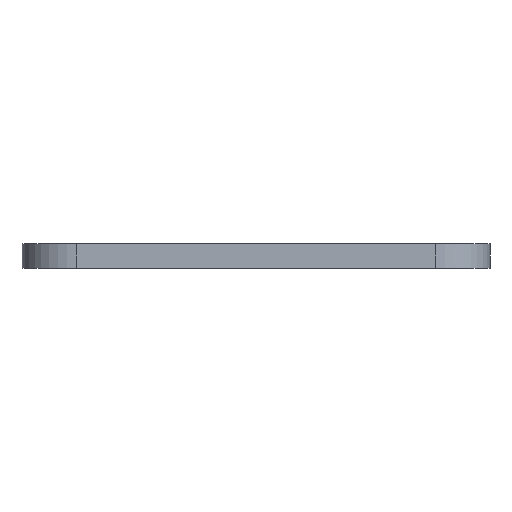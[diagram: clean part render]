
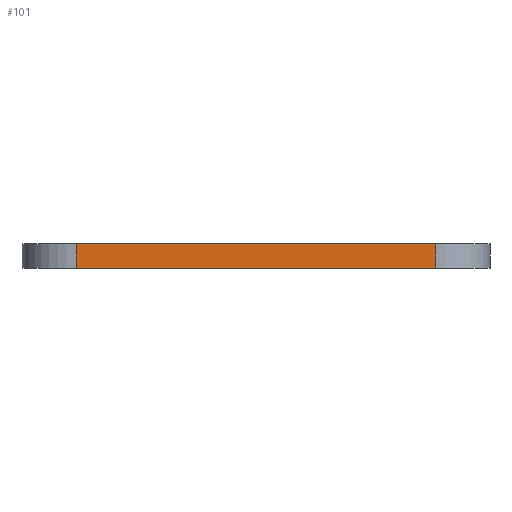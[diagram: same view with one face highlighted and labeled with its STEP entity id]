
A CAD part, left-side view. The second image highlights one B-rep face of the part: STEP entity #101.
In plain terms, the highlighted planar face has unit normal (-1, 0, 0).
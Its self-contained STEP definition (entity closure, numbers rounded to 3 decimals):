
#43 = VERTEX_POINT('',#44);
#44 = CARTESIAN_POINT('',(-63.221,-65.799,1.6
    ));
#51 = EDGE_CURVE('',#52,#43,#54,.T.);
#52 = VERTEX_POINT('',#53);
#53 = CARTESIAN_POINT('',(-63.221,-65.799,0.));
#54 = LINE('',#55,#56);
#55 = CARTESIAN_POINT('',(-63.221,-65.799,0.));
#56 = VECTOR('',#57,1.);
#57 = DIRECTION('',(0.,0.,1.));
#101 = ADVANCED_FACE('',(#102),#127,.T.);
#102 = FACE_BOUND('',#103,.T.);
#103 = EDGE_LOOP('',(#104,#105,#113,#121));
#104 = ORIENTED_EDGE('',*,*,#51,.T.);
#105 = ORIENTED_EDGE('',*,*,#106,.T.);
#106 = EDGE_CURVE('',#43,#107,#109,.T.);
#107 = VERTEX_POINT('',#108);
#108 = CARTESIAN_POINT('',(-63.221,-42.799,
    1.6));
#109 = LINE('',#110,#111);
#110 = CARTESIAN_POINT('',(-63.221,-65.799,
    1.6));
#111 = VECTOR('',#112,1.);
#112 = DIRECTION('',(0.,1.,0.));
#113 = ORIENTED_EDGE('',*,*,#114,.F.);
#114 = EDGE_CURVE('',#115,#107,#117,.T.);
#115 = VERTEX_POINT('',#116);
#116 = CARTESIAN_POINT('',(-63.221,-42.799,0.));
#117 = LINE('',#118,#119);
#118 = CARTESIAN_POINT('',(-63.221,-42.799,0.));
#119 = VECTOR('',#120,1.);
#120 = DIRECTION('',(0.,0.,1.));
#121 = ORIENTED_EDGE('',*,*,#122,.F.);
#122 = EDGE_CURVE('',#52,#115,#123,.T.);
#123 = LINE('',#124,#125);
#124 = CARTESIAN_POINT('',(-63.221,-65.799,0.));
#125 = VECTOR('',#126,1.);
#126 = DIRECTION('',(0.,1.,0.));
#127 = PLANE('',#128);
#128 = AXIS2_PLACEMENT_3D('',#129,#130,#131);
#129 = CARTESIAN_POINT('',(-63.221,-65.799,0.));
#130 = DIRECTION('',(-1.,0.,0.));
#131 = DIRECTION('',(0.,1.,0.));
